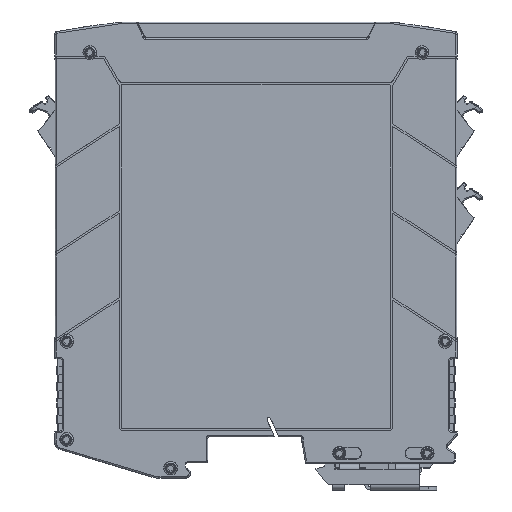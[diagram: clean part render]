
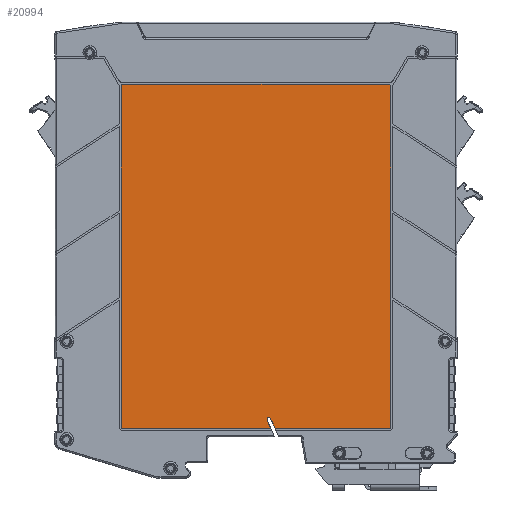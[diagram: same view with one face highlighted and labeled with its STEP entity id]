
A CAD part, left-side view. The second image highlights one B-rep face of the part: STEP entity #20994.
In plain terms, the highlighted planar face has unit normal (-1, 0, 0).
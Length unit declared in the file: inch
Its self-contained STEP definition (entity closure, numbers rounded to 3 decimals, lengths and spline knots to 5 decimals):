
#60 = CARTESIAN_POINT ( 'NONE',  ( -0.24646, 1.3189, 2.48819 ) ) ;
#81 = CARTESIAN_POINT ( 'NONE',  ( -0.24646, -1.29528, 2.51181 ) ) ;
#6128 = CIRCLE ( 'NONE', #148469, 0.01969 ) ;
#6167 = DIRECTION ( 'NONE',  ( 0., 0., -1. ) ) ;
#6513 = EDGE_CURVE ( 'NONE', #153183, #79326, #137841, .T. ) ;
#7181 = AXIS2_PLACEMENT_3D ( 'NONE', #100124, #62266, #137970 ) ;
#8313 = DIRECTION ( 'NONE',  ( 0., 1., 0. ) ) ;
#8651 = VECTOR ( 'NONE', #8313, 39.37008 ) ;
#9984 = ORIENTED_EDGE ( 'NONE', *, *, #60781, .F. ) ;
#11481 = EDGE_CURVE ( 'NONE', #81861, #131856, #36097, .T. ) ;
#12099 = VECTOR ( 'NONE', #101464, 39.37008 ) ;
#12294 = CARTESIAN_POINT ( 'NONE',  ( -0.24646, -0.18976, -0.85433 ) ) ;
#13947 = CARTESIAN_POINT ( 'NONE',  ( -0.24646, 1.3189, 0. ) ) ;
#15693 = CARTESIAN_POINT ( 'NONE',  ( -0.24646, 1.29921, -0.85433 ) ) ;
#15867 = DIRECTION ( 'NONE',  ( 0., 0., -1. ) ) ;
#16029 = DIRECTION ( 'NONE',  ( 0., 1., 0. ) ) ;
#20867 = CARTESIAN_POINT ( 'NONE',  ( -0.24646, -1.29528, 2.48819 ) ) ;
#20994 = ADVANCED_FACE ( 'NONE', ( #120593 ), #33116, .F. ) ;
#21837 = ORIENTED_EDGE ( 'NONE', *, *, #77447, .T. ) ;
#22075 = ORIENTED_EDGE ( 'NONE', *, *, #123903, .F. ) ;
#23281 = LINE ( 'NONE', #72137, #12099 ) ;
#24767 = EDGE_CURVE ( 'NONE', #102735, #104765, #31986, .T. ) ;
#25208 = DIRECTION ( 'NONE',  ( 1., 0., 0. ) ) ;
#27223 = EDGE_CURVE ( 'NONE', #156084, #61985, #160316, .T. ) ;
#28014 = AXIS2_PLACEMENT_3D ( 'NONE', #46934, #83123, #134386 ) ;
#31024 = CARTESIAN_POINT ( 'NONE',  ( -0.24646, 1.29921, -0.83465 ) ) ;
#31986 = LINE ( 'NONE', #55572, #101796 ) ;
#33116 = PLANE ( 'NONE',  #127727 ) ;
#36097 = CIRCLE ( 'NONE', #28014, 0.00787 ) ;
#36192 = EDGE_CURVE ( 'NONE', #110520, #97229, #89218, .T. ) ;
#40870 = LINE ( 'NONE', #13947, #118736 ) ;
#41599 = VERTEX_POINT ( 'NONE', #108720 ) ;
#43070 = ORIENTED_EDGE ( 'NONE', *, *, #103227, .F. ) ;
#43825 = CARTESIAN_POINT ( 'NONE',  ( -0.24646, -0.13847, -0.75242 ) ) ;
#46934 = CARTESIAN_POINT ( 'NONE',  ( -0.24646, -0.12118, -0.75637 ) ) ;
#49124 = VERTEX_POINT ( 'NONE', #81 ) ;
#52272 = DIRECTION ( 'NONE',  ( 0., 0., -1. ) ) ;
#54139 = CIRCLE ( 'NONE', #59424, 0.02362 ) ;
#55572 = CARTESIAN_POINT ( 'NONE',  ( -0.24646, 0., -0.85433 ) ) ;
#56666 = CARTESIAN_POINT ( 'NONE',  ( -0.24646, 0., 0. ) ) ;
#56729 = AXIS2_PLACEMENT_3D ( 'NONE', #140596, #78332, #52272 ) ;
#59424 = AXIS2_PLACEMENT_3D ( 'NONE', #20867, #72207, #84810 ) ;
#59464 = ORIENTED_EDGE ( 'NONE', *, *, #121529, .F. ) ;
#60534 = EDGE_CURVE ( 'NONE', #97229, #49124, #132690, .T. ) ;
#60781 = EDGE_CURVE ( 'NONE', #104155, #110520, #40870, .T. ) ;
#61985 = VERTEX_POINT ( 'NONE', #119073 ) ;
#62266 = DIRECTION ( 'NONE',  ( -1., 0., 0. ) ) ;
#66373 = EDGE_CURVE ( 'NONE', #61985, #131856, #23281, .T. ) ;
#66488 = DIRECTION ( 'NONE',  ( 1., 0., 0. ) ) ;
#68145 = DIRECTION ( 'NONE',  ( 0., 0., -1. ) ) ;
#69772 = ORIENTED_EDGE ( 'NONE', *, *, #27223, .F. ) ;
#70477 = AXIS2_PLACEMENT_3D ( 'NONE', #117650, #25208, #15867 ) ;
#70627 = ORIENTED_EDGE ( 'NONE', *, *, #60534, .F. ) ;
#71962 = ORIENTED_EDGE ( 'NONE', *, *, #66373, .F. ) ;
#72137 = CARTESIAN_POINT ( 'NONE',  ( -0.24646, 0., -0.7485 ) ) ;
#72207 = DIRECTION ( 'NONE',  ( 1., 0., 0. ) ) ;
#76641 = ORIENTED_EDGE ( 'NONE', *, *, #166266, .F. ) ;
#77447 = EDGE_CURVE ( 'NONE', #41599, #81861, #142828, .T. ) ;
#78332 = DIRECTION ( 'NONE',  ( 1., 0., 0. ) ) ;
#79326 = VERTEX_POINT ( 'NONE', #12294 ) ;
#80449 = VECTOR ( 'NONE', #117583, 39.37008 ) ;
#81861 = VERTEX_POINT ( 'NONE', #118274 ) ;
#83123 = DIRECTION ( 'NONE',  ( 1., 0., 0. ) ) ;
#84810 = DIRECTION ( 'NONE',  ( 0., 0., -1. ) ) ;
#85449 = CARTESIAN_POINT ( 'NONE',  ( -0.24646, 1.29528, 2.51181 ) ) ;
#86322 = CARTESIAN_POINT ( 'NONE',  ( -0.24646, -1.3189, 2.48819 ) ) ;
#89218 = CIRCLE ( 'NONE', #164508, 0.02362 ) ;
#89914 = LINE ( 'NONE', #141228, #113910 ) ;
#90261 = ORIENTED_EDGE ( 'NONE', *, *, #142938, .F. ) ;
#91609 = CARTESIAN_POINT ( 'NONE',  ( -0.24646, 1.3189, -0.83465 ) ) ;
#91632 = DIRECTION ( 'NONE',  ( 1., 0., 0. ) ) ;
#91846 = DIRECTION ( 'NONE',  ( 1., 0., 0. ) ) ;
#93096 = ORIENTED_EDGE ( 'NONE', *, *, #119908, .T. ) ;
#96205 = ORIENTED_EDGE ( 'NONE', *, *, #36192, .F. ) ;
#96662 = CIRCLE ( 'NONE', #147686, 0.92126 ) ;
#97229 = VERTEX_POINT ( 'NONE', #85449 ) ;
#99631 = CARTESIAN_POINT ( 'NONE',  ( -0.24646, -0.12118, -0.7485 ) ) ;
#99752 = CARTESIAN_POINT ( 'NONE',  ( -0.24646, -1.3189, -0.83465 ) ) ;
#100124 = CARTESIAN_POINT ( 'NONE',  ( -0.24646, -0.13165, -0.75637 ) ) ;
#101464 = DIRECTION ( 'NONE',  ( 0., 1., 0. ) ) ;
#101796 = VECTOR ( 'NONE', #16029, 39.37008 ) ;
#102735 = VERTEX_POINT ( 'NONE', #151692 ) ;
#103227 = EDGE_CURVE ( 'NONE', #41599, #102735, #96662, .T. ) ;
#104155 = VERTEX_POINT ( 'NONE', #91609 ) ;
#104765 = VERTEX_POINT ( 'NONE', #15693 ) ;
#107485 = DIRECTION ( 'NONE',  ( 0., -1., 0. ) ) ;
#107634 = ORIENTED_EDGE ( 'NONE', *, *, #6513, .F. ) ;
#108138 = VERTEX_POINT ( 'NONE', #99752 ) ;
#108720 = CARTESIAN_POINT ( 'NONE',  ( -0.24646, -0.11331, -0.78787 ) ) ;
#110520 = VERTEX_POINT ( 'NONE', #60 ) ;
#112123 = CARTESIAN_POINT ( 'NONE',  ( -0.24646, 1.29528, 2.48819 ) ) ;
#112926 = ORIENTED_EDGE ( 'NONE', *, *, #11481, .T. ) ;
#113910 = VECTOR ( 'NONE', #156306, 39.37008 ) ;
#115521 = CARTESIAN_POINT ( 'NONE',  ( -0.24646, -1.29921, -0.85433 ) ) ;
#115738 = DIRECTION ( 'NONE',  ( 0., 0., 1. ) ) ;
#116084 = CARTESIAN_POINT ( 'NONE',  ( -0.24646, 0.69245, -1.23449 ) ) ;
#116449 = VERTEX_POINT ( 'NONE', #86322 ) ;
#116743 = CARTESIAN_POINT ( 'NONE',  ( -0.24646, -0.11331, -0.78787 ) ) ;
#117583 = DIRECTION ( 'NONE',  ( 0., 0., 1. ) ) ;
#117650 = CARTESIAN_POINT ( 'NONE',  ( -0.24646, -1.29921, -0.83465 ) ) ;
#118274 = CARTESIAN_POINT ( 'NONE',  ( -0.24646, -0.11331, -0.75637 ) ) ;
#118436 = CIRCLE ( 'NONE', #56729, 0.96063 ) ;
#118736 = VECTOR ( 'NONE', #115738, 39.37008 ) ;
#119073 = CARTESIAN_POINT ( 'NONE',  ( -0.24646, -0.13165, -0.7485 ) ) ;
#119908 = EDGE_CURVE ( 'NONE', #156084, #79326, #118436, .T. ) ;
#120593 = FACE_OUTER_BOUND ( 'NONE', #152157, .T. ) ;
#121529 = EDGE_CURVE ( 'NONE', #108138, #153183, #142940, .T. ) ;
#121891 = CARTESIAN_POINT ( 'NONE',  ( -0.24646, 0., -0.85433 ) ) ;
#123903 = EDGE_CURVE ( 'NONE', #104765, #104155, #6128, .T. ) ;
#127727 = AXIS2_PLACEMENT_3D ( 'NONE', #56666, #159310, #6167 ) ;
#131856 = VERTEX_POINT ( 'NONE', #99631 ) ;
#132690 = LINE ( 'NONE', #160483, #153570 ) ;
#134386 = DIRECTION ( 'NONE',  ( 0., 0., 1. ) ) ;
#137841 = LINE ( 'NONE', #121891, #8651 ) ;
#137970 = DIRECTION ( 'NONE',  ( 0., 0., 1. ) ) ;
#140596 = CARTESIAN_POINT ( 'NONE',  ( -0.24646, 0.69245, -1.23449 ) ) ;
#140667 = DIRECTION ( 'NONE',  ( 0., 0., 1. ) ) ;
#141228 = CARTESIAN_POINT ( 'NONE',  ( -0.24646, -1.3189, 0. ) ) ;
#142828 = LINE ( 'NONE', #116743, #80449 ) ;
#142936 = DIRECTION ( 'NONE',  ( 0., 0., -1. ) ) ;
#142938 = EDGE_CURVE ( 'NONE', #116449, #108138, #89914, .T. ) ;
#142940 = CIRCLE ( 'NONE', #70477, 0.01969 ) ;
#147686 = AXIS2_PLACEMENT_3D ( 'NONE', #116084, #66488, #68145 ) ;
#148469 = AXIS2_PLACEMENT_3D ( 'NONE', #31024, #91632, #142936 ) ;
#151692 = CARTESIAN_POINT ( 'NONE',  ( -0.24646, -0.14672, -0.85433 ) ) ;
#152157 = EDGE_LOOP ( 'NONE', ( #107634, #59464, #90261, #76641, #70627, #96205, #9984, #22075, #157448, #43070, #21837, #112926, #71962, #69772, #93096 ) ) ;
#153183 = VERTEX_POINT ( 'NONE', #115521 ) ;
#153570 = VECTOR ( 'NONE', #107485, 39.37008 ) ;
#156084 = VERTEX_POINT ( 'NONE', #43825 ) ;
#156306 = DIRECTION ( 'NONE',  ( 0., 0., -1. ) ) ;
#157448 = ORIENTED_EDGE ( 'NONE', *, *, #24767, .F. ) ;
#159310 = DIRECTION ( 'NONE',  ( 1., 0., 0. ) ) ;
#160316 = CIRCLE ( 'NONE', #7181, 0.00787 ) ;
#160483 = CARTESIAN_POINT ( 'NONE',  ( -0.24646, 0., 2.51181 ) ) ;
#164508 = AXIS2_PLACEMENT_3D ( 'NONE', #112123, #91846, #140667 ) ;
#166266 = EDGE_CURVE ( 'NONE', #49124, #116449, #54139, .T. ) ;
